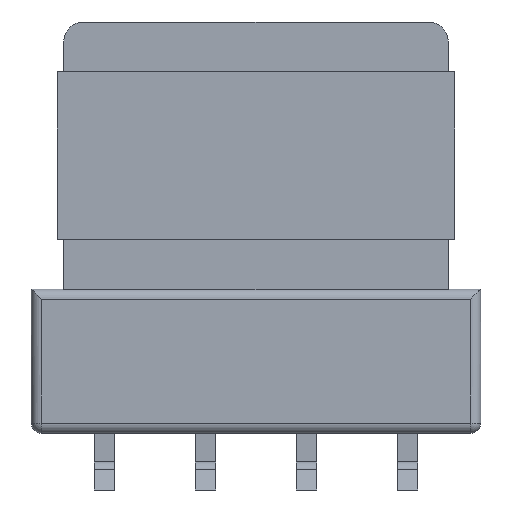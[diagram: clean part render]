
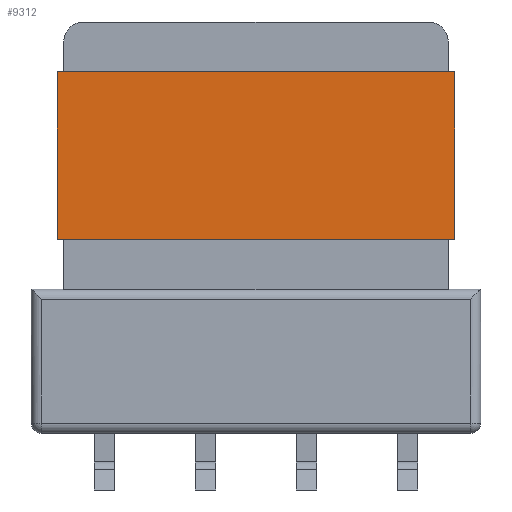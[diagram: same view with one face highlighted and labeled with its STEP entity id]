
A CAD part, front view. The second image highlights one B-rep face of the part: STEP entity #9312.
In plain terms, the highlighted face is planar.
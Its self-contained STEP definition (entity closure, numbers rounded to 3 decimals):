
#850=LINE('',#15346,#1402);
#851=LINE('',#15349,#1403);
#852=LINE('',#15351,#1404);
#853=LINE('',#15353,#1405);
#1402=VECTOR('',#11533,1000.);
#1403=VECTOR('',#11534,1000.);
#1404=VECTOR('',#11535,1000.);
#1405=VECTOR('',#11536,1000.);
#1625=PLANE('',#9888);
#3491=ORIENTED_EDGE('',*,*,#4467,.T.);
#3492=ORIENTED_EDGE('',*,*,#4468,.F.);
#3493=ORIENTED_EDGE('',*,*,#4469,.F.);
#3494=ORIENTED_EDGE('',*,*,#4470,.T.);
#4467=EDGE_CURVE('',#5073,#5074,#850,.T.);
#4468=EDGE_CURVE('',#5075,#5074,#851,.T.);
#4469=EDGE_CURVE('',#5076,#5075,#852,.T.);
#4470=EDGE_CURVE('',#5076,#5073,#853,.T.);
#5073=VERTEX_POINT('',#15347);
#5074=VERTEX_POINT('',#15348);
#5075=VERTEX_POINT('',#15350);
#5076=VERTEX_POINT('',#15352);
#5677=EDGE_LOOP('',(#3491,#3492,#3493,#3494));
#6109=FACE_BOUND('',#5677,.T.);
#9312=ADVANCED_FACE('',(#6109),#1625,.F.);
#9888=AXIS2_PLACEMENT_3D('',#15345,#11531,#11532);
#11531=DIRECTION('',(0.,0.,-1.));
#11532=DIRECTION('',(-1.,0.,0.));
#11533=DIRECTION('',(1.,0.,0.));
#11534=DIRECTION('',(0.,-1.,0.));
#11535=DIRECTION('',(1.,0.,0.));
#11536=DIRECTION('',(0.,-1.,0.));
#15345=CARTESIAN_POINT('',(-6.5,11.384,16.392));
#15346=CARTESIAN_POINT('',(-6.5,7.244,16.392));
#15347=CARTESIAN_POINT('',(-6.5,7.244,16.392));
#15348=CARTESIAN_POINT('',(3.312,7.244,16.392));
#15349=CARTESIAN_POINT('',(3.312,11.384,16.392));
#15350=CARTESIAN_POINT('',(3.312,11.384,16.392));
#15351=CARTESIAN_POINT('',(-6.5,11.384,16.392));
#15352=CARTESIAN_POINT('',(-6.5,11.384,16.392));
#15353=CARTESIAN_POINT('',(-6.5,11.384,16.392));
